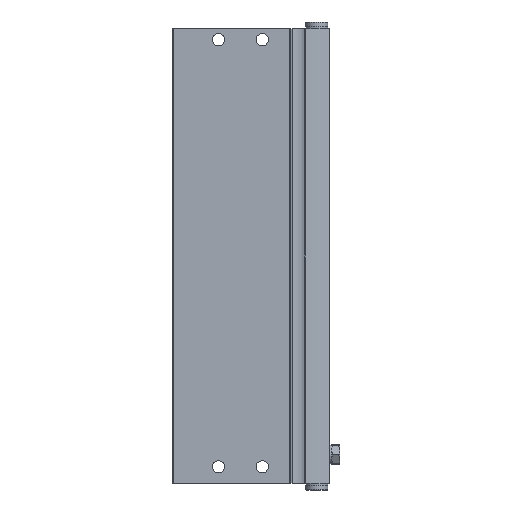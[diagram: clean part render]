
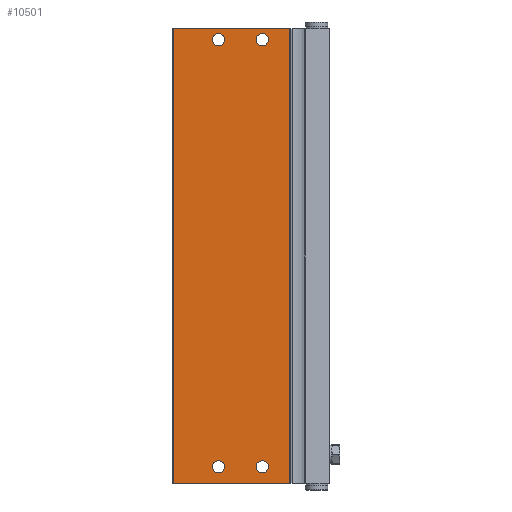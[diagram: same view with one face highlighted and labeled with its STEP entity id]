
A CAD part, front view. The second image highlights one B-rep face of the part: STEP entity #10501.
In plain terms, the highlighted planar face has unit normal (0, -1, 0).
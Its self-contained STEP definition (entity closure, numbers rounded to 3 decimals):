
#378=LINE('',#18056,#985);
#379=LINE('',#18066,#986);
#380=LINE('',#18068,#987);
#381=LINE('',#18070,#988);
#985=VECTOR('',#13215,1000.);
#986=VECTOR('',#13226,1000.);
#987=VECTOR('',#13227,1000.);
#988=VECTOR('',#13228,1000.);
#1559=PLANE('',#11720);
#1893=CIRCLE('',#11721,2.25);
#1894=CIRCLE('',#11722,2.25);
#1895=CIRCLE('',#11723,2.25);
#1896=CIRCLE('',#11724,2.25);
#2710=ORIENTED_EDGE('',*,*,#5302,.F.);
#2711=ORIENTED_EDGE('',*,*,#5303,.F.);
#2712=ORIENTED_EDGE('',*,*,#5304,.F.);
#2713=ORIENTED_EDGE('',*,*,#5305,.F.);
#2714=ORIENTED_EDGE('',*,*,#5306,.F.);
#2715=ORIENTED_EDGE('',*,*,#5301,.F.);
#2716=ORIENTED_EDGE('',*,*,#5307,.T.);
#2717=ORIENTED_EDGE('',*,*,#5308,.T.);
#5301=EDGE_CURVE('',#6583,#6582,#378,.T.);
#5302=EDGE_CURVE('',#6584,#6584,#1893,.T.);
#5303=EDGE_CURVE('',#6585,#6585,#1894,.T.);
#5304=EDGE_CURVE('',#6586,#6586,#1895,.T.);
#5305=EDGE_CURVE('',#6587,#6587,#1896,.T.);
#5306=EDGE_CURVE('',#6582,#6588,#379,.T.);
#5307=EDGE_CURVE('',#6583,#6589,#380,.T.);
#5308=EDGE_CURVE('',#6589,#6588,#381,.T.);
#6582=VERTEX_POINT('',#18053);
#6583=VERTEX_POINT('',#18055);
#6584=VERTEX_POINT('',#18059);
#6585=VERTEX_POINT('',#18061);
#6586=VERTEX_POINT('',#18063);
#6587=VERTEX_POINT('',#18065);
#6588=VERTEX_POINT('',#18067);
#6589=VERTEX_POINT('',#18069);
#7769=EDGE_LOOP('',(#2710));
#7770=EDGE_LOOP('',(#2711));
#7771=EDGE_LOOP('',(#2712));
#7772=EDGE_LOOP('',(#2713));
#7773=EDGE_LOOP('',(#2714,#2715,#2716,#2717));
#9034=FACE_BOUND('',#7769,.T.);
#9035=FACE_BOUND('',#7770,.T.);
#9036=FACE_BOUND('',#7771,.T.);
#9037=FACE_BOUND('',#7772,.T.);
#9038=FACE_BOUND('',#7773,.T.);
#10501=ADVANCED_FACE('',(#9034,#9035,#9036,#9037,#9038),#1559,.T.);
#11720=AXIS2_PLACEMENT_3D('',#18057,#13216,#13217);
#11721=AXIS2_PLACEMENT_3D('',#18058,#13218,#13219);
#11722=AXIS2_PLACEMENT_3D('',#18060,#13220,#13221);
#11723=AXIS2_PLACEMENT_3D('',#18062,#13222,#13223);
#11724=AXIS2_PLACEMENT_3D('',#18064,#13224,#13225);
#13215=DIRECTION('',(0.,0.,1.));
#13216=DIRECTION('',(0.,-1.,0.));
#13217=DIRECTION('',(0.,0.,-1.));
#13218=DIRECTION('',(0.,-1.,0.));
#13219=DIRECTION('',(0.,0.,-1.));
#13220=DIRECTION('',(0.,-1.,0.));
#13221=DIRECTION('',(0.,0.,-1.));
#13222=DIRECTION('',(0.,-1.,0.));
#13223=DIRECTION('',(0.,0.,-1.));
#13224=DIRECTION('',(0.,-1.,0.));
#13225=DIRECTION('',(0.,0.,-1.));
#13226=DIRECTION('',(1.,0.,0.));
#13227=DIRECTION('',(1.,0.,0.));
#13228=DIRECTION('',(0.,0.,1.));
#18053=CARTESIAN_POINT('',(-18.069,0.,0.));
#18055=CARTESIAN_POINT('',(-18.069,0.,-166.5));
#18056=CARTESIAN_POINT('',(-18.069,0.,-166.5));
#18057=CARTESIAN_POINT('',(-18.069,0.,-166.5));
#18058=CARTESIAN_POINT('',(-8.,0.,-6.));
#18059=CARTESIAN_POINT('',(-8.,0.,-8.25));
#18060=CARTESIAN_POINT('',(-8.,0.,-162.5));
#18061=CARTESIAN_POINT('',(-8.,0.,-164.75));
#18062=CARTESIAN_POINT('',(8.,0.,-162.5));
#18063=CARTESIAN_POINT('',(8.,0.,-164.75));
#18064=CARTESIAN_POINT('',(8.,0.,-6.));
#18065=CARTESIAN_POINT('',(8.,0.,-8.25));
#18066=CARTESIAN_POINT('',(-18.069,0.,0.));
#18067=CARTESIAN_POINT('',(24.5,0.,0.));
#18068=CARTESIAN_POINT('',(-18.069,0.,-166.5));
#18069=CARTESIAN_POINT('',(24.5,0.,-166.5));
#18070=CARTESIAN_POINT('',(24.5,0.,-166.5));
